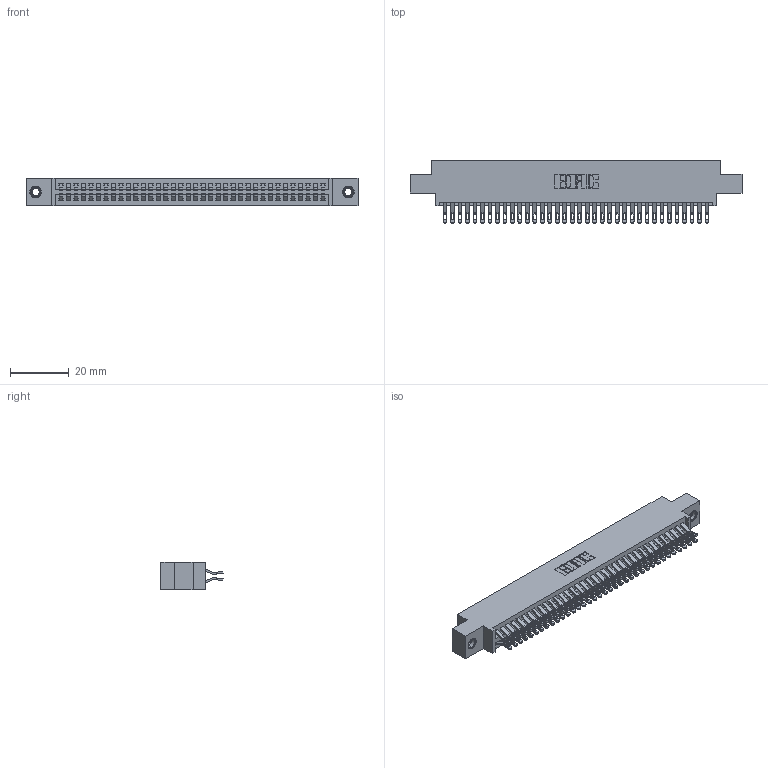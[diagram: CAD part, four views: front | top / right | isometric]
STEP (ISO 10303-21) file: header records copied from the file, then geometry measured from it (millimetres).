
FILE_DESCRIPTION (( 'STEP AP203' ), '1' );
FILE_NAME ('345-072-555-807.STEP', '2019-10-31T04:21:56', ( '' ), ( '' ), 'SwSTEP 2.0', 'SolidWorks 2016', '' );
FILE_SCHEMA (( 'CONFIG_CONTROL_DESIGN' ));
Length unit declared in the file: inch
Products named in the file (4): 345-250-001_345-250-005-103; 345 Part_0.170 Offset - 0.156 Dia-TI; 345-292-001_555 Tail; 345-072-555-807
Assembly tree (75 placements, depth 2):
  345-072-555-807
    345 Part_0.170 Offset - 0.156 Dia-TI
    345-292-001_555 Tail  x72
    345-250-001_345-250-005-103  x2
Bounding box: 112.65 x 21.13 x 9.4 mm (x, y, z)
Volume: 10969.1 mm3; surface area: 16995.7 mm2
Topology: 75 solids, 75 shells, 4222 faces, 13233 edges, 8814 vertices
Faces by surface type: plane 2348, cylinder 1858, cone 12, torus 4
Entity records: 30698 total; most frequent: CARTESIAN_POINT 5169, ORIENTED_EDGE 5066, DIRECTION 4559, EDGE_CURVE 2533, VECTOR 2217, LINE 2217, VERTEX_POINT 1684, AXIS2_PLACEMENT_3D 1171
